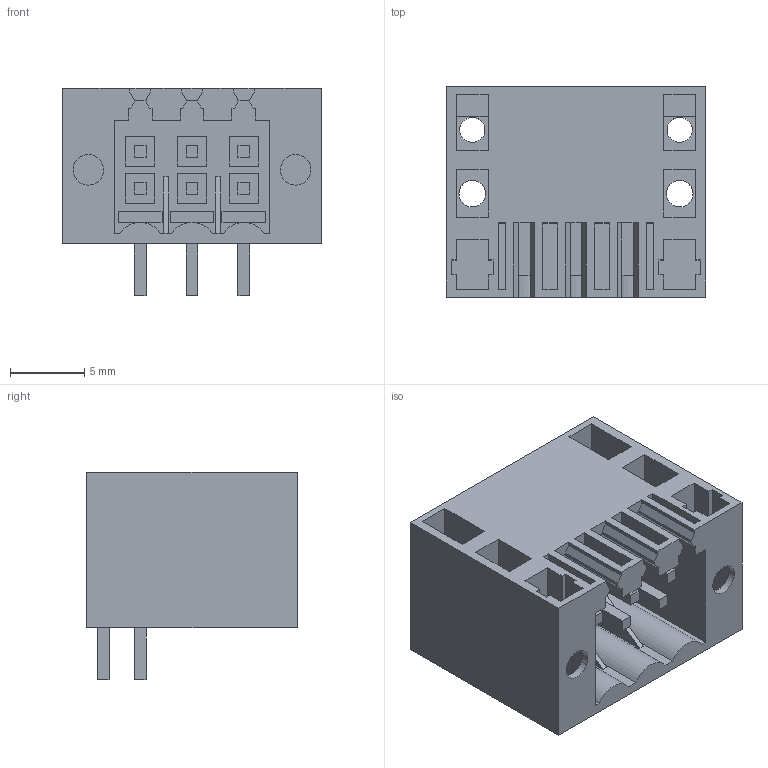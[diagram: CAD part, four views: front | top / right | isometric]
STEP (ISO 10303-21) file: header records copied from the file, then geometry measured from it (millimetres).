
FILE_DESCRIPTION(('CATIA V5 STEP Exchange','CAx-IF Rec.Pracs.--- Model Styling and Organization---1.4--- 2014-01-23'),'2;1');
FILE_NAME ('D1455103_0_1728630000_1728630000.stp','2020-09-24T04:44:45+00:00',('none'),('Weidmueller'),'CATIA Version 5-6 Release 2016 SP3 HF44','CATIA V5 STEP AP214','none');
FILE_SCHEMA(('AUTOMOTIVE_DESIGN { 1 0 10303 214 1 1 1 1 }'));
Length unit declared in the file: millimetre
Products named in the file (1): 1728630000
Bounding box: 17.5 x 14.2 x 14 mm (x, y, z)
Volume: 1335 mm3; surface area: 2928 mm2
Topology: 1 solids, 1 shells, 370 faces, 1063 edges, 722 vertices
Faces by surface type: plane 348, cylinder 22
Entity records: 11796 total; most frequent: ORIENTED_EDGE 2126, CARTESIAN_POINT 2087, DIRECTION 1597, EDGE_CURVE 1063, VECTOR 1013, LINE 1013, VERTEX_POINT 722, EDGE_LOOP 413
